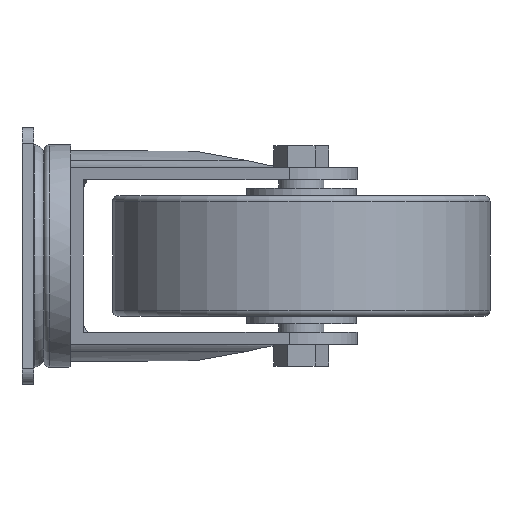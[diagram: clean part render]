
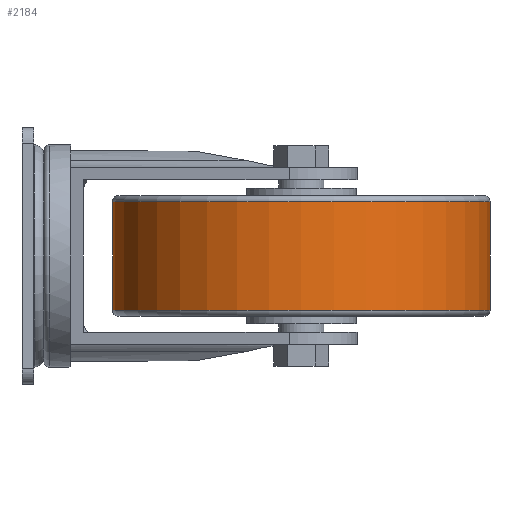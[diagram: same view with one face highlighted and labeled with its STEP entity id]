
A CAD part, left-side view. The second image highlights one B-rep face of the part: STEP entity #2184.
In plain terms, the highlighted cylindrical face has radius 62.5 mm (diameter 125 mm), a full revolution.
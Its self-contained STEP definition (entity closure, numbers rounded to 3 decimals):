
#63=CYLINDRICAL_SURFACE('',#2410,62.5);
#159=CIRCLE('',#2409,62.5);
#160=CIRCLE('',#2411,62.5);
#545=ORIENTED_EDGE('',*,*,#1009,.T.);
#546=ORIENTED_EDGE('',*,*,#1008,.F.);
#1008=EDGE_CURVE('',#1270,#1270,#159,.T.);
#1009=EDGE_CURVE('',#1271,#1271,#160,.T.);
#1270=VERTEX_POINT('',#3625);
#1271=VERTEX_POINT('',#3628);
#1805=EDGE_LOOP('',(#545));
#1806=EDGE_LOOP('',(#546));
#1973=FACE_BOUND('',#1805,.T.);
#1974=FACE_BOUND('',#1806,.T.);
#2184=ADVANCED_FACE('',(#1973,#1974),#63,.T.);
#2409=AXIS2_PLACEMENT_3D('',#3624,#2917,#2918);
#2410=AXIS2_PLACEMENT_3D('',#3626,#2919,#2920);
#2411=AXIS2_PLACEMENT_3D('',#3627,#2921,#2922);
#2917=DIRECTION('',(0.,0.,-1.));
#2918=DIRECTION('',(-1.,0.,0.));
#2919=DIRECTION('',(0.,0.,-1.));
#2920=DIRECTION('',(-1.,0.,0.));
#2921=DIRECTION('',(0.,0.,-1.));
#2922=DIRECTION('',(-1.,0.,0.));
#3624=CARTESIAN_POINT('',(0.,0.,-18.));
#3625=CARTESIAN_POINT('',(-62.5,0.,-18.));
#3626=CARTESIAN_POINT('',(0.,0.,-22.5));
#3627=CARTESIAN_POINT('',(0.,0.,18.));
#3628=CARTESIAN_POINT('',(-62.5,0.,18.));
